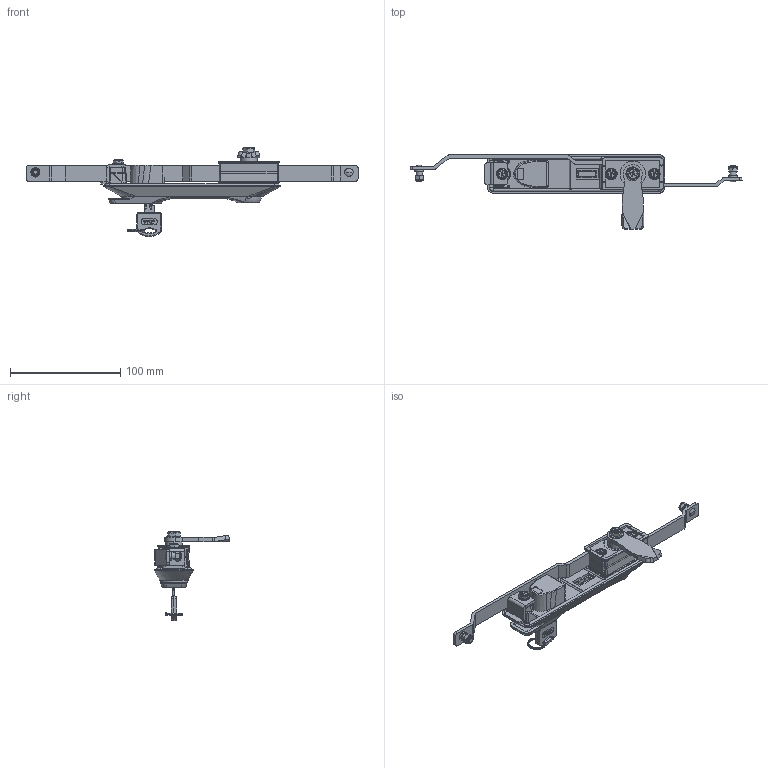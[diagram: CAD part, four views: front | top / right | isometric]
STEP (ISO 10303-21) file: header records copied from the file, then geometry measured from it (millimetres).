
FILE_DESCRIPTION (( 'STEP AP203' ), '1' );
FILE_NAME ('KI46.2.01.60.STEP', '2022-08-25T09:31:47', ( '' ), ( '' ), 'SwSTEP 2.0', 'SolidWorks 2021', '' );
FILE_SCHEMA (( 'CONFIG_CONTROL_DESIGN' ));
Length unit declared in the file: millimetre
Products named in the file (1): KI46.2.01.60
Bounding box: 301 x 67.81 x 80.81 mm (x, y, z)
Surface area: 49030.6 mm2 (no closed solid volume)
Topology: 0 solids, 42 shells, 786 faces, 2602 edges, 1808 vertices
Faces by surface type: plane 358, cylinder 159, bspline 120, torus 69, cone 68, sphere 12
Entity records: 37019 total; most frequent: CARTESIAN_POINT 16271, ORIENTED_EDGE 4316, DIRECTION 3705, EDGE_CURVE 2599, VERTEX_POINT 1807, AXIS2_PLACEMENT_3D 1251, VECTOR 1203, LINE 1203
